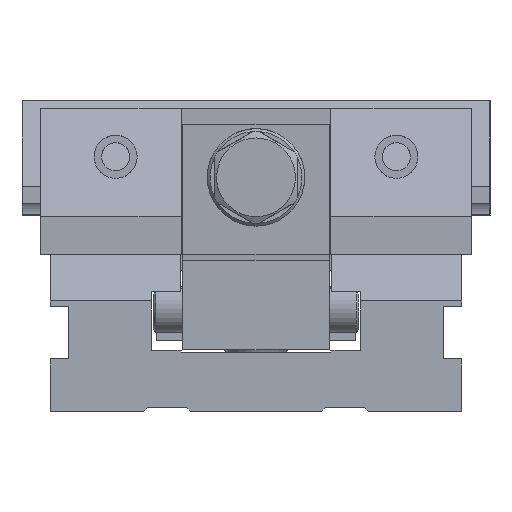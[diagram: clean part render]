
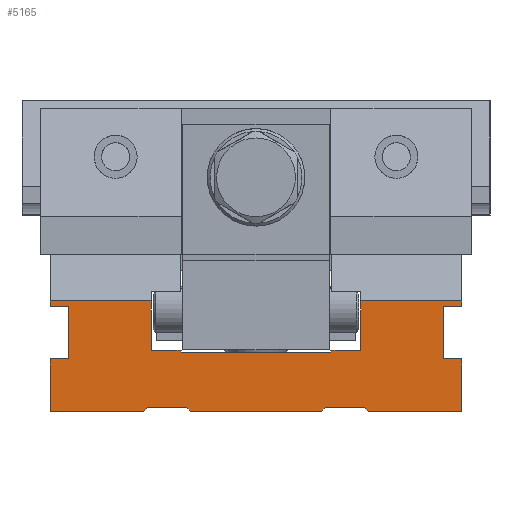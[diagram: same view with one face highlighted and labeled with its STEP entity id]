
A CAD part, left-side view. The second image highlights one B-rep face of the part: STEP entity #5165.
In plain terms, the highlighted planar face has unit normal (-1, 0, 0).
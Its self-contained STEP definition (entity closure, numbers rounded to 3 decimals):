
#5165=ADVANCED_FACE('',(#6067),#5714,.T.);
#5714=PLANE('',#13662);
#6067=FACE_OUTER_BOUND('',#6475,.T.);
#6475=EDGE_LOOP('',(#7403,#7404,#7405,#7406,#7407,#7408,#7409,#7410,#7411,
#7412,#7413,#7414,#7415,#7416,#7417,#7418,#7419,#7420,#7421,#7422,#7423,
#7424,#7425,#7426,#7427,#7428,#7429,#7430));
#7403=ORIENTED_EDGE('',*,*,#10844,.F.);
#7404=ORIENTED_EDGE('',*,*,#10749,.F.);
#7405=ORIENTED_EDGE('',*,*,#10845,.F.);
#7406=ORIENTED_EDGE('',*,*,#10846,.T.);
#7407=ORIENTED_EDGE('',*,*,#10812,.F.);
#7408=ORIENTED_EDGE('',*,*,#10847,.F.);
#7409=ORIENTED_EDGE('',*,*,#10848,.F.);
#7410=ORIENTED_EDGE('',*,*,#10849,.F.);
#7411=ORIENTED_EDGE('',*,*,#10850,.F.);
#7412=ORIENTED_EDGE('',*,*,#10851,.T.);
#7413=ORIENTED_EDGE('',*,*,#10825,.T.);
#7414=ORIENTED_EDGE('',*,*,#10852,.F.);
#7415=ORIENTED_EDGE('',*,*,#10853,.T.);
#7416=ORIENTED_EDGE('',*,*,#10802,.T.);
#7417=ORIENTED_EDGE('',*,*,#10854,.T.);
#7418=ORIENTED_EDGE('',*,*,#10855,.F.);
#7419=ORIENTED_EDGE('',*,*,#10856,.T.);
#7420=ORIENTED_EDGE('',*,*,#10789,.T.);
#7421=ORIENTED_EDGE('',*,*,#10839,.T.);
#7422=ORIENTED_EDGE('',*,*,#10857,.F.);
#7423=ORIENTED_EDGE('',*,*,#10858,.F.);
#7424=ORIENTED_EDGE('',*,*,#10859,.F.);
#7425=ORIENTED_EDGE('',*,*,#10780,.T.);
#7426=ORIENTED_EDGE('',*,*,#10860,.T.);
#7427=ORIENTED_EDGE('',*,*,#10861,.F.);
#7428=ORIENTED_EDGE('',*,*,#10862,.F.);
#7429=ORIENTED_EDGE('',*,*,#10863,.F.);
#7430=ORIENTED_EDGE('',*,*,#10864,.F.);
#9803=VERTEX_POINT('',#17500);
#9804=VERTEX_POINT('',#17501);
#9832=VERTEX_POINT('',#17564);
#9833=VERTEX_POINT('',#17566);
#9841=VERTEX_POINT('',#17583);
#9842=VERTEX_POINT('',#17585);
#9853=VERTEX_POINT('',#17610);
#9855=VERTEX_POINT('',#17613);
#9863=VERTEX_POINT('',#17631);
#9864=VERTEX_POINT('',#17633);
#9872=VERTEX_POINT('',#17653);
#9875=VERTEX_POINT('',#17658);
#9886=VERTEX_POINT('',#17687);
#9889=VERTEX_POINT('',#17697);
#9890=VERTEX_POINT('',#17699);
#9891=VERTEX_POINT('',#17702);
#9892=VERTEX_POINT('',#17704);
#9893=VERTEX_POINT('',#17706);
#9894=VERTEX_POINT('',#17708);
#9895=VERTEX_POINT('',#17711);
#9896=VERTEX_POINT('',#17714);
#9897=VERTEX_POINT('',#17716);
#9898=VERTEX_POINT('',#17719);
#9899=VERTEX_POINT('',#17721);
#9900=VERTEX_POINT('',#17724);
#9901=VERTEX_POINT('',#17726);
#9902=VERTEX_POINT('',#17728);
#9903=VERTEX_POINT('',#17730);
#10749=EDGE_CURVE('',#9803,#9804,#12027,.T.);
#10780=EDGE_CURVE('',#9833,#9832,#12052,.T.);
#10789=EDGE_CURVE('',#9842,#9841,#12061,.T.);
#10802=EDGE_CURVE('',#9855,#9853,#12067,.T.);
#10812=EDGE_CURVE('',#9863,#9864,#12077,.T.);
#10825=EDGE_CURVE('',#9872,#9875,#12088,.T.);
#10839=EDGE_CURVE('',#9841,#9886,#12099,.T.);
#10844=EDGE_CURVE('',#9804,#9889,#12104,.T.);
#10845=EDGE_CURVE('',#9890,#9803,#12105,.T.);
#10846=EDGE_CURVE('',#9890,#9864,#12106,.T.);
#10847=EDGE_CURVE('',#9891,#9863,#12107,.T.);
#10848=EDGE_CURVE('',#9892,#9891,#12108,.T.);
#10849=EDGE_CURVE('',#9893,#9892,#12109,.T.);
#10850=EDGE_CURVE('',#9894,#9893,#12110,.T.);
#10851=EDGE_CURVE('',#9894,#9872,#12111,.T.);
#10852=EDGE_CURVE('',#9895,#9875,#12112,.T.);
#10853=EDGE_CURVE('',#9895,#9855,#12113,.T.);
#10854=EDGE_CURVE('',#9853,#9896,#12114,.T.);
#10855=EDGE_CURVE('',#9897,#9896,#12115,.T.);
#10856=EDGE_CURVE('',#9897,#9842,#12116,.T.);
#10857=EDGE_CURVE('',#9898,#9886,#12117,.T.);
#10858=EDGE_CURVE('',#9899,#9898,#12118,.T.);
#10859=EDGE_CURVE('',#9833,#9899,#12119,.T.);
#10860=EDGE_CURVE('',#9832,#9900,#12120,.T.);
#10861=EDGE_CURVE('',#9901,#9900,#12121,.T.);
#10862=EDGE_CURVE('',#9902,#9901,#12122,.T.);
#10863=EDGE_CURVE('',#9903,#9902,#12123,.T.);
#10864=EDGE_CURVE('',#9889,#9903,#12124,.T.);
#12027=LINE('',#17499,#12833);
#12052=LINE('',#17565,#12858);
#12061=LINE('',#17584,#12867);
#12067=LINE('',#17612,#12873);
#12077=LINE('',#17632,#12883);
#12088=LINE('',#17659,#12894);
#12099=LINE('',#17688,#12905);
#12104=LINE('',#17696,#12910);
#12105=LINE('',#17698,#12911);
#12106=LINE('',#17700,#12912);
#12107=LINE('',#17701,#12913);
#12108=LINE('',#17703,#12914);
#12109=LINE('',#17705,#12915);
#12110=LINE('',#17707,#12916);
#12111=LINE('',#17709,#12917);
#12112=LINE('',#17710,#12918);
#12113=LINE('',#17712,#12919);
#12114=LINE('',#17713,#12920);
#12115=LINE('',#17715,#12921);
#12116=LINE('',#17717,#12922);
#12117=LINE('',#17718,#12923);
#12118=LINE('',#17720,#12924);
#12119=LINE('',#17722,#12925);
#12120=LINE('',#17723,#12926);
#12121=LINE('',#17725,#12927);
#12122=LINE('',#17727,#12928);
#12123=LINE('',#17729,#12929);
#12124=LINE('',#17731,#12930);
#12833=VECTOR('',#14702,1.);
#12858=VECTOR('',#14749,1.);
#12867=VECTOR('',#14760,1.);
#12873=VECTOR('',#14784,1.);
#12883=VECTOR('',#14796,1.);
#12894=VECTOR('',#14815,1.);
#12905=VECTOR('',#14840,1.);
#12910=VECTOR('',#14847,1.);
#12911=VECTOR('',#14848,1.);
#12912=VECTOR('',#14849,1.);
#12913=VECTOR('',#14850,1.);
#12914=VECTOR('',#14851,1.);
#12915=VECTOR('',#14852,1.);
#12916=VECTOR('',#14853,1.);
#12917=VECTOR('',#14854,1.);
#12918=VECTOR('',#14855,1.);
#12919=VECTOR('',#14856,1.);
#12920=VECTOR('',#14857,1.);
#12921=VECTOR('',#14858,1.);
#12922=VECTOR('',#14859,1.);
#12923=VECTOR('',#14860,1.);
#12924=VECTOR('',#14861,1.);
#12925=VECTOR('',#14862,1.);
#12926=VECTOR('',#14863,1.);
#12927=VECTOR('',#14864,1.);
#12928=VECTOR('',#14865,1.);
#12929=VECTOR('',#14866,1.);
#12930=VECTOR('',#14867,1.);
#13662=AXIS2_PLACEMENT_3D('',#17732,#14868,#14869);
#14702=DIRECTION('',(0.,-1.,0.));
#14749=DIRECTION('',(0.,0.,1.));
#14760=DIRECTION('',(0.,-1.,0.));
#14784=DIRECTION('',(0.,-1.,0.));
#14796=DIRECTION('',(0.,0.,1.));
#14815=DIRECTION('',(0.,-0.707,0.707));
#14840=DIRECTION('',(0.,0.,1.));
#14847=DIRECTION('',(0.,0.,-1.));
#14848=DIRECTION('',(0.,0.,-1.));
#14849=DIRECTION('',(0.,1.,0.));
#14850=DIRECTION('',(0.,1.,0.));
#14851=DIRECTION('',(0.,0.,1.));
#14852=DIRECTION('',(0.,-1.,0.));
#14853=DIRECTION('',(0.,0.,1.));
#14854=DIRECTION('',(0.,-1.,0.));
#14855=DIRECTION('',(0.,1.,0.));
#14856=DIRECTION('',(0.,-0.707,-0.707));
#14857=DIRECTION('',(0.,-0.707,0.707));
#14858=DIRECTION('',(0.,1.,0.));
#14859=DIRECTION('',(0.,-0.707,-0.707));
#14860=DIRECTION('',(0.,-1.,0.));
#14861=DIRECTION('',(0.,0.,-1.));
#14862=DIRECTION('',(0.,1.,0.));
#14863=DIRECTION('',(0.,1.,0.));
#14864=DIRECTION('',(0.,0.,1.));
#14865=DIRECTION('',(0.,-1.,0.));
#14866=DIRECTION('',(0.,0.,1.));
#14867=DIRECTION('',(0.,-1.,0.));
#14868=DIRECTION('',(-1.,0.,0.));
#14869=DIRECTION('',(0.,0.,1.));
#17499=CARTESIAN_POINT('',(-153.165,50.827,14.764));
#17500=CARTESIAN_POINT('',(-153.165,78.827,14.764));
#17501=CARTESIAN_POINT('',(-153.165,70.827,14.764));
#17564=CARTESIAN_POINT('',(-153.165,-4.173,27.964));
#17565=CARTESIAN_POINT('',(-153.165,-4.173,-2.036));
#17566=CARTESIAN_POINT('',(-153.165,-4.173,26.464));
#17583=CARTESIAN_POINT('',(-153.165,-4.173,-1.536));
#17584=CARTESIAN_POINT('',(-153.165,50.827,-1.536));
#17585=CARTESIAN_POINT('',(-153.165,20.827,-1.536));
#17610=CARTESIAN_POINT('',(-153.165,33.327,-1.536));
#17612=CARTESIAN_POINT('',(-153.165,50.827,-1.536));
#17613=CARTESIAN_POINT('',(-153.165,68.327,-1.536));
#17631=CARTESIAN_POINT('',(-153.165,105.827,26.464));
#17632=CARTESIAN_POINT('',(-153.165,105.827,-2.036));
#17633=CARTESIAN_POINT('',(-153.165,105.827,27.964));
#17653=CARTESIAN_POINT('',(-153.165,80.827,-1.536));
#17658=CARTESIAN_POINT('',(-153.165,79.827,-0.536));
#17659=CARTESIAN_POINT('',(-153.165,79.827,-0.536));
#17687=CARTESIAN_POINT('',(-153.165,-4.173,12.464));
#17688=CARTESIAN_POINT('',(-153.165,-4.173,-2.036));
#17696=CARTESIAN_POINT('',(-153.165,70.827,-2.036));
#17697=CARTESIAN_POINT('',(-153.165,70.827,14.264));
#17698=CARTESIAN_POINT('',(-153.165,78.827,-2.036));
#17699=CARTESIAN_POINT('',(-153.165,78.827,27.964));
#17700=CARTESIAN_POINT('',(-153.165,50.827,27.964));
#17701=CARTESIAN_POINT('',(-153.165,50.827,26.464));
#17702=CARTESIAN_POINT('',(-153.165,100.827,26.464));
#17703=CARTESIAN_POINT('',(-153.165,100.827,-2.036));
#17704=CARTESIAN_POINT('',(-153.165,100.827,12.464));
#17705=CARTESIAN_POINT('',(-153.165,50.827,12.464));
#17706=CARTESIAN_POINT('',(-153.165,105.827,12.464));
#17707=CARTESIAN_POINT('',(-153.165,105.827,-2.036));
#17708=CARTESIAN_POINT('',(-153.165,105.827,-1.536));
#17709=CARTESIAN_POINT('',(-153.165,50.827,-1.536));
#17710=CARTESIAN_POINT('',(-153.165,50.827,-0.536));
#17711=CARTESIAN_POINT('',(-153.165,69.327,-0.536));
#17712=CARTESIAN_POINT('',(-153.165,67.827,-2.036));
#17713=CARTESIAN_POINT('',(-153.165,32.327,-0.536));
#17714=CARTESIAN_POINT('',(-153.165,32.327,-0.536));
#17715=CARTESIAN_POINT('',(-153.165,50.827,-0.536));
#17716=CARTESIAN_POINT('',(-153.165,21.827,-0.536));
#17717=CARTESIAN_POINT('',(-153.165,20.327,-2.036));
#17718=CARTESIAN_POINT('',(-153.165,50.827,12.464));
#17719=CARTESIAN_POINT('',(-153.165,0.827,12.464));
#17720=CARTESIAN_POINT('',(-153.165,0.827,-2.036));
#17721=CARTESIAN_POINT('',(-153.165,0.827,26.464));
#17722=CARTESIAN_POINT('',(-153.165,50.827,26.464));
#17723=CARTESIAN_POINT('',(-153.165,50.827,27.964));
#17724=CARTESIAN_POINT('',(-153.165,22.827,27.964));
#17725=CARTESIAN_POINT('',(-153.165,22.827,-2.036));
#17726=CARTESIAN_POINT('',(-153.165,22.827,14.764));
#17727=CARTESIAN_POINT('',(-153.165,50.827,14.764));
#17728=CARTESIAN_POINT('',(-153.165,30.827,14.764));
#17729=CARTESIAN_POINT('',(-153.165,30.827,-2.036));
#17730=CARTESIAN_POINT('',(-153.165,30.827,14.264));
#17731=CARTESIAN_POINT('',(-153.165,50.827,14.264));
#17732=CARTESIAN_POINT('',(-153.165,50.827,-2.036));
